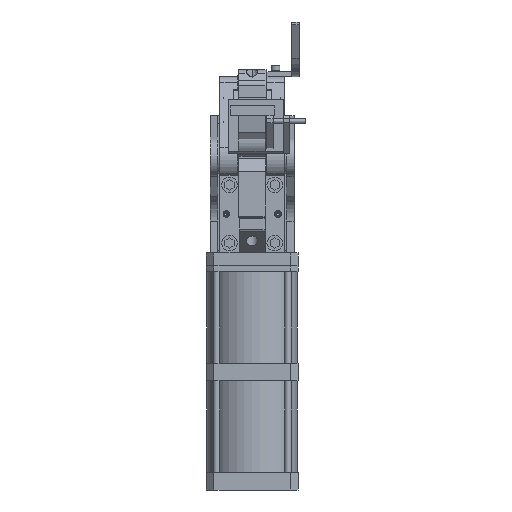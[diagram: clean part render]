
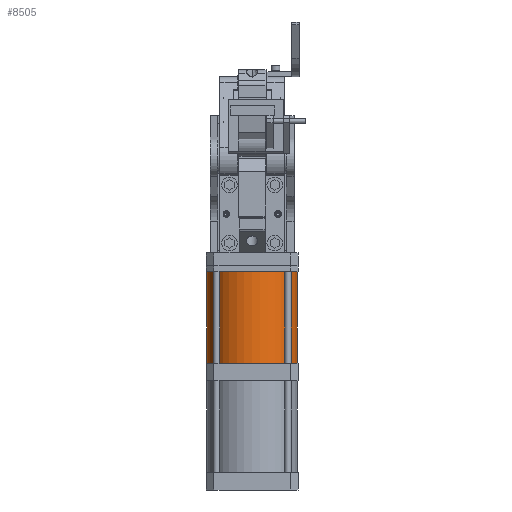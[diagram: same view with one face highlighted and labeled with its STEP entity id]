
A CAD part, left-side view. The second image highlights one B-rep face of the part: STEP entity #8505.
In plain terms, the highlighted cylindrical face has radius 70 mm (diameter 140 mm), a partial arc.
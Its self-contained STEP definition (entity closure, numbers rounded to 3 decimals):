
#8405=CARTESIAN_POINT('Axis2P3D Location',(60.,0.,-318.)) ;
#8409=CARTESIAN_POINT('Vertex',(60.,70.,-318.)) ;
#8411=CARTESIAN_POINT('Vertex',(60.,-70.,-318.)) ;
#8447=CARTESIAN_POINT('Axis2P3D Location',(60.,0.,-176.)) ;
#8451=CARTESIAN_POINT('Vertex',(60.,70.,-176.)) ;
#8453=CARTESIAN_POINT('Vertex',(60.,-70.,-176.)) ;
#8484=CARTESIAN_POINT('Axis2P3D Location',(60.,0.,-318.)) ;
#8489=CARTESIAN_POINT('Line Origine',(60.,-70.,-247.)) ;
#8494=CARTESIAN_POINT('Line Origine',(60.,70.,-247.)) ;
#8406=DIRECTION('Axis2P3D Direction',(0.,-0.,1.)) ;
#8448=DIRECTION('Axis2P3D Direction',(0.,-0.,1.)) ;
#8485=DIRECTION('Axis2P3D Direction',(0.,0.,1.)) ;
#8486=DIRECTION('Axis2P3D XDirection',(0.,1.,0.)) ;
#8490=DIRECTION('Vector Direction',(0.,0.,1.)) ;
#8495=DIRECTION('Vector Direction',(0.,0.,1.)) ;
#8407=AXIS2_PLACEMENT_3D('Circle Axis2P3D',#8405,#8406,$) ;
#8449=AXIS2_PLACEMENT_3D('Circle Axis2P3D',#8447,#8448,$) ;
#8487=AXIS2_PLACEMENT_3D('Cylinder Axis2P3D',#8484,#8485,#8486) ;
#8500=ORIENTED_EDGE('',*,*,#8413,.T.) ;
#8501=ORIENTED_EDGE('',*,*,#8493,.T.) ;
#8502=ORIENTED_EDGE('',*,*,#8455,.F.) ;
#8503=ORIENTED_EDGE('',*,*,#8498,.F.) ;
#8491=VECTOR('Line Direction',#8490,1.) ;
#8496=VECTOR('Line Direction',#8495,1.) ;
#8505=ADVANCED_FACE('Body.20 ( 7473423100_PFS_900-120PO_6-8_A3_PNEUM_PRAEGEEINHEIT_20100713 - *MASTER - PFS400-60PU - *DIT1 - PFS 900-120 PO - *SET8 - *DIT4 - ZYLINDER PFS - *SET8 - *DIT27 - ZYL.ROHR-60GRAD - *SET7 - *SOL15 - *SOL15 )',(#8504),#8488,.T.) ;
#8408=CIRCLE('generated circle',#8407,70.) ;
#8450=CIRCLE('generated circle',#8449,70.) ;
#8488=CYLINDRICAL_SURFACE('generated cylinder',#8487,70.) ;
#8413=EDGE_CURVE('',#8410,#8412,#8408,.T.) ;
#8455=EDGE_CURVE('',#8452,#8454,#8450,.T.) ;
#8493=EDGE_CURVE('',#8412,#8454,#8492,.T.) ;
#8498=EDGE_CURVE('',#8410,#8452,#8497,.T.) ;
#8499=EDGE_LOOP('',(#8500,#8501,#8502,#8503)) ;
#8504=FACE_OUTER_BOUND('',#8499,.T.) ;
#8492=LINE('Line',#8489,#8491) ;
#8497=LINE('Line',#8494,#8496) ;
#8410=VERTEX_POINT('',#8409) ;
#8412=VERTEX_POINT('',#8411) ;
#8452=VERTEX_POINT('',#8451) ;
#8454=VERTEX_POINT('',#8453) ;
